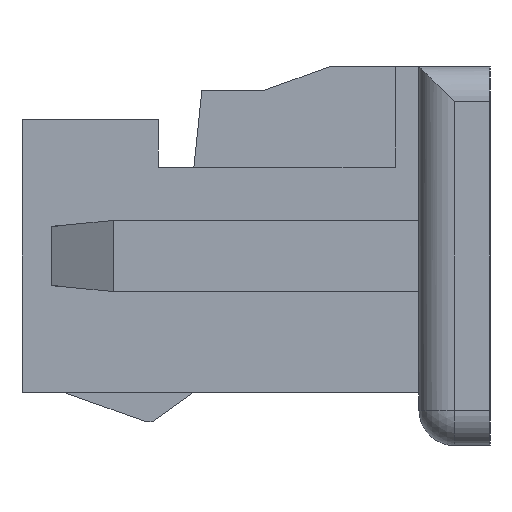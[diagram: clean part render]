
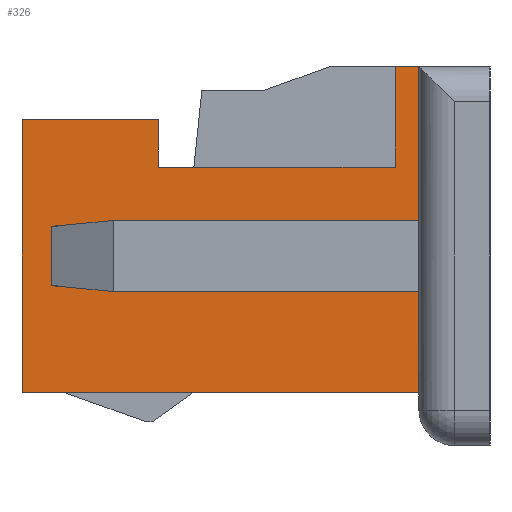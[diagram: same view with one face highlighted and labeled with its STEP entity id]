
A CAD part, left-side view. The second image highlights one B-rep face of the part: STEP entity #326.
In plain terms, the highlighted planar face has unit normal (-1, 0, 0).
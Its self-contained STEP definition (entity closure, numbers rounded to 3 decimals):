
#81=FACE_OUTER_BOUND('',#820,.T.);
#326=ADVANCED_FACE('',(#81),#572,.F.);
#572=PLANE('',#4669);
#820=EDGE_LOOP('',(#1316,#1317,#1318,#1319,#1320,#1321,#1322,#1323,#1324,
#1325,#1326,#1327));
#1316=ORIENTED_EDGE('',*,*,#2964,.F.);
#1317=ORIENTED_EDGE('',*,*,#2965,.F.);
#1318=ORIENTED_EDGE('',*,*,#2966,.T.);
#1319=ORIENTED_EDGE('',*,*,#2954,.F.);
#1320=ORIENTED_EDGE('',*,*,#2849,.F.);
#1321=ORIENTED_EDGE('',*,*,#2950,.F.);
#1322=ORIENTED_EDGE('',*,*,#2940,.F.);
#1323=ORIENTED_EDGE('',*,*,#2815,.F.);
#1324=ORIENTED_EDGE('',*,*,#2782,.F.);
#1325=ORIENTED_EDGE('',*,*,#2820,.F.);
#1326=ORIENTED_EDGE('',*,*,#2761,.F.);
#1327=ORIENTED_EDGE('',*,*,#2958,.F.);
#2355=VERTEX_POINT('',#6100);
#2356=VERTEX_POINT('',#6102);
#2376=VERTEX_POINT('',#6143);
#2377=VERTEX_POINT('',#6145);
#2405=VERTEX_POINT('',#6211);
#2431=VERTEX_POINT('',#6272);
#2432=VERTEX_POINT('',#6274);
#2502=VERTEX_POINT('',#6448);
#2506=VERTEX_POINT('',#6471);
#2509=VERTEX_POINT('',#6477);
#2514=VERTEX_POINT('',#6490);
#2515=VERTEX_POINT('',#6492);
#2761=EDGE_CURVE('',#2355,#2356,#3404,.T.);
#2782=EDGE_CURVE('',#2376,#2377,#3425,.T.);
#2815=EDGE_CURVE('',#2377,#2405,#3458,.T.);
#2820=EDGE_CURVE('',#2356,#2376,#3463,.T.);
#2849=EDGE_CURVE('',#2431,#2432,#3492,.T.);
#2940=EDGE_CURVE('',#2405,#2502,#3583,.T.);
#2950=EDGE_CURVE('',#2502,#2431,#3593,.T.);
#2954=EDGE_CURVE('',#2432,#2506,#3597,.T.);
#2958=EDGE_CURVE('',#2509,#2355,#3601,.T.);
#2964=EDGE_CURVE('',#2514,#2509,#3607,.T.);
#2965=EDGE_CURVE('',#2515,#2514,#3608,.T.);
#2966=EDGE_CURVE('',#2515,#2506,#3609,.T.);
#3404=LINE('',#6101,#4035);
#3425=LINE('',#6144,#4056);
#3458=LINE('',#6210,#4089);
#3463=LINE('',#6219,#4094);
#3492=LINE('',#6273,#4123);
#3583=LINE('',#6447,#4214);
#3593=LINE('',#6463,#4224);
#3597=LINE('',#6470,#4228);
#3601=LINE('',#6478,#4232);
#3607=LINE('',#6489,#4238);
#3608=LINE('',#6491,#4239);
#3609=LINE('',#6493,#4240);
#4035=VECTOR('',#4927,1.);
#4056=VECTOR('',#4950,1.);
#4089=VECTOR('',#4993,1.);
#4094=VECTOR('',#5000,1.);
#4123=VECTOR('',#5031,1.);
#4214=VECTOR('',#5148,1.);
#4224=VECTOR('',#5166,1.);
#4228=VECTOR('',#5172,1.);
#4232=VECTOR('',#5176,1.);
#4238=VECTOR('',#5184,1.);
#4239=VECTOR('',#5185,1.);
#4240=VECTOR('',#5186,1.);
#4669=AXIS2_PLACEMENT_3D('',#6494,#5187,#5188);
#4927=DIRECTION('',(0.,1.,0.));
#4950=DIRECTION('',(0.,-1.,0.));
#4993=DIRECTION('',(0.,0.,-1.));
#5000=DIRECTION('',(0.,0.,1.));
#5031=DIRECTION('',(0.,-1.,0.));
#5148=DIRECTION('',(0.,-1.,0.));
#5166=DIRECTION('',(0.,0.,1.));
#5172=DIRECTION('',(0.,0.,-1.));
#5176=DIRECTION('',(0.,0.,-1.));
#5184=DIRECTION('',(0.,-1.,0.));
#5185=DIRECTION('',(0.,0.,-1.));
#5186=DIRECTION('',(0.,-1.,0.));
#5187=DIRECTION('',(1.,0.,0.));
#5188=DIRECTION('',(0.,0.,-1.));
#6100=CARTESIAN_POINT('',(-3.35,0.6,0.45));
#6101=CARTESIAN_POINT('',(-3.35,0.6,0.45));
#6102=CARTESIAN_POINT('',(-3.35,3.95,0.45));
#6143=CARTESIAN_POINT('',(-3.35,3.95,2.75));
#6144=CARTESIAN_POINT('',(-3.35,3.95,2.75));
#6145=CARTESIAN_POINT('',(-3.35,2.8,2.75));
#6210=CARTESIAN_POINT('',(-3.35,2.8,2.75));
#6211=CARTESIAN_POINT('',(-3.35,2.8,2.35));
#6219=CARTESIAN_POINT('',(-3.35,3.95,0.45));
#6272=CARTESIAN_POINT('',(-3.35,0.8,3.2));
#6273=CARTESIAN_POINT('',(-3.35,0.8,3.2));
#6274=CARTESIAN_POINT('',(-3.35,0.6,3.2));
#6447=CARTESIAN_POINT('',(-3.35,2.8,2.35));
#6448=CARTESIAN_POINT('',(-3.35,0.8,2.35));
#6463=CARTESIAN_POINT('',(-3.35,0.8,2.35));
#6470=CARTESIAN_POINT('',(-3.35,0.6,3.2));
#6471=CARTESIAN_POINT('',(-3.35,0.6,1.85));
#6477=CARTESIAN_POINT('',(-3.35,0.6,1.35));
#6478=CARTESIAN_POINT('',(-3.35,0.6,3.2));
#6489=CARTESIAN_POINT('',(-3.35,3.7,1.35));
#6490=CARTESIAN_POINT('',(-3.35,3.7,1.35));
#6491=CARTESIAN_POINT('',(-3.35,3.7,1.85));
#6492=CARTESIAN_POINT('',(-3.35,3.7,1.85));
#6493=CARTESIAN_POINT('',(-3.35,3.7,1.85));
#6494=CARTESIAN_POINT('',(-3.35,0.,0.));
